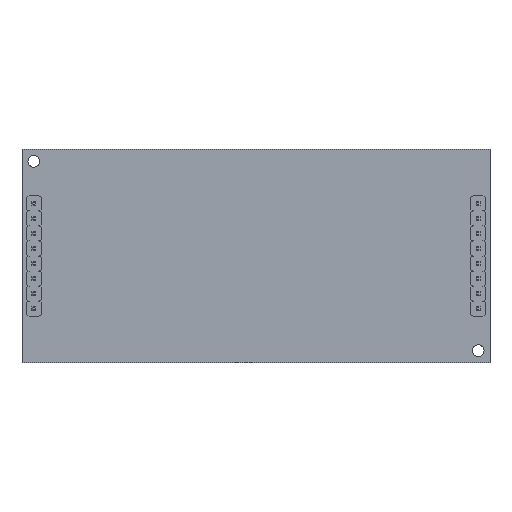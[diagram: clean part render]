
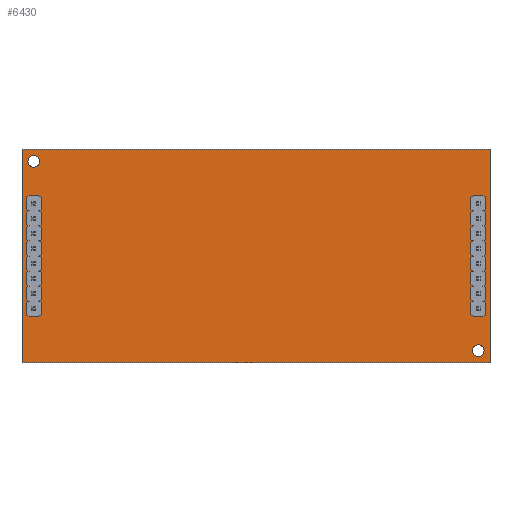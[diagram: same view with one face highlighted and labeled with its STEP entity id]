
A CAD part, front view. The second image highlights one B-rep face of the part: STEP entity #6430.
In plain terms, the highlighted planar face has unit normal (0, -1, 0).
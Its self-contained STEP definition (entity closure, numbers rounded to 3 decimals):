
#12=CIRCLE('',#6787,1.);
#14=CIRCLE('',#6790,1.);
#16=CIRCLE('',#6793,0.55);
#18=CIRCLE('',#6796,0.55);
#20=CIRCLE('',#6799,0.55);
#22=CIRCLE('',#6802,0.55);
#24=CIRCLE('',#6805,0.55);
#26=CIRCLE('',#6808,0.55);
#28=CIRCLE('',#6811,0.55);
#30=CIRCLE('',#6814,0.55);
#32=CIRCLE('',#6817,0.55);
#34=CIRCLE('',#6820,0.55);
#36=CIRCLE('',#6823,0.55);
#38=CIRCLE('',#6826,0.55);
#40=CIRCLE('',#6829,0.55);
#42=CIRCLE('',#6832,0.55);
#44=CIRCLE('',#6835,0.55);
#46=CIRCLE('',#6838,0.55);
#195=FACE_BOUND('',#866,.T.);
#196=FACE_BOUND('',#867,.T.);
#197=FACE_BOUND('',#868,.T.);
#198=FACE_BOUND('',#869,.T.);
#199=FACE_BOUND('',#870,.T.);
#200=FACE_BOUND('',#871,.T.);
#201=FACE_BOUND('',#872,.T.);
#202=FACE_BOUND('',#873,.T.);
#203=FACE_BOUND('',#874,.T.);
#204=FACE_BOUND('',#875,.T.);
#205=FACE_BOUND('',#876,.T.);
#206=FACE_BOUND('',#877,.T.);
#207=FACE_BOUND('',#878,.T.);
#208=FACE_BOUND('',#879,.T.);
#209=FACE_BOUND('',#880,.T.);
#210=FACE_BOUND('',#881,.T.);
#211=FACE_BOUND('',#882,.T.);
#212=FACE_BOUND('',#883,.T.);
#514=FACE_OUTER_BOUND('',#865,.T.);
#865=EDGE_LOOP('',(#5502,#5503,#5504,#5505));
#866=EDGE_LOOP('',(#5506));
#867=EDGE_LOOP('',(#5507));
#868=EDGE_LOOP('',(#5508));
#869=EDGE_LOOP('',(#5509));
#870=EDGE_LOOP('',(#5510));
#871=EDGE_LOOP('',(#5511));
#872=EDGE_LOOP('',(#5512));
#873=EDGE_LOOP('',(#5513));
#874=EDGE_LOOP('',(#5514));
#875=EDGE_LOOP('',(#5515));
#876=EDGE_LOOP('',(#5516));
#877=EDGE_LOOP('',(#5517));
#878=EDGE_LOOP('',(#5518));
#879=EDGE_LOOP('',(#5519));
#880=EDGE_LOOP('',(#5520));
#881=EDGE_LOOP('',(#5521));
#882=EDGE_LOOP('',(#5522));
#883=EDGE_LOOP('',(#5523));
#1660=LINE('',#10022,#2466);
#1664=LINE('',#10030,#2470);
#1667=LINE('',#10036,#2473);
#1670=LINE('',#10041,#2476);
#2466=VECTOR('',#8302,10.);
#2470=VECTOR('',#8308,10.);
#2473=VECTOR('',#8313,10.);
#2476=VECTOR('',#8318,10.);
#3003=VERTEX_POINT('',#9914);
#3005=VERTEX_POINT('',#9920);
#3007=VERTEX_POINT('',#9926);
#3009=VERTEX_POINT('',#9932);
#3011=VERTEX_POINT('',#9938);
#3013=VERTEX_POINT('',#9944);
#3015=VERTEX_POINT('',#9950);
#3017=VERTEX_POINT('',#9956);
#3019=VERTEX_POINT('',#9962);
#3021=VERTEX_POINT('',#9968);
#3023=VERTEX_POINT('',#9974);
#3025=VERTEX_POINT('',#9980);
#3027=VERTEX_POINT('',#9986);
#3029=VERTEX_POINT('',#9992);
#3031=VERTEX_POINT('',#9998);
#3033=VERTEX_POINT('',#10004);
#3035=VERTEX_POINT('',#10010);
#3037=VERTEX_POINT('',#10016);
#3038=VERTEX_POINT('',#10020);
#3039=VERTEX_POINT('',#10021);
#3042=VERTEX_POINT('',#10029);
#3044=VERTEX_POINT('',#10035);
#3812=EDGE_CURVE('',#3003,#3003,#12,.T.);
#3815=EDGE_CURVE('',#3005,#3005,#14,.T.);
#3818=EDGE_CURVE('',#3007,#3007,#16,.T.);
#3821=EDGE_CURVE('',#3009,#3009,#18,.T.);
#3824=EDGE_CURVE('',#3011,#3011,#20,.T.);
#3827=EDGE_CURVE('',#3013,#3013,#22,.T.);
#3830=EDGE_CURVE('',#3015,#3015,#24,.T.);
#3833=EDGE_CURVE('',#3017,#3017,#26,.T.);
#3836=EDGE_CURVE('',#3019,#3019,#28,.T.);
#3839=EDGE_CURVE('',#3021,#3021,#30,.T.);
#3842=EDGE_CURVE('',#3023,#3023,#32,.T.);
#3845=EDGE_CURVE('',#3025,#3025,#34,.T.);
#3848=EDGE_CURVE('',#3027,#3027,#36,.T.);
#3851=EDGE_CURVE('',#3029,#3029,#38,.T.);
#3854=EDGE_CURVE('',#3031,#3031,#40,.T.);
#3857=EDGE_CURVE('',#3033,#3033,#42,.T.);
#3860=EDGE_CURVE('',#3035,#3035,#44,.T.);
#3863=EDGE_CURVE('',#3037,#3037,#46,.T.);
#3864=EDGE_CURVE('',#3038,#3039,#1660,.T.);
#3868=EDGE_CURVE('',#3039,#3042,#1664,.T.);
#3871=EDGE_CURVE('',#3042,#3044,#1667,.T.);
#3874=EDGE_CURVE('',#3044,#3038,#1670,.T.);
#5502=ORIENTED_EDGE('',*,*,#3874,.T.);
#5503=ORIENTED_EDGE('',*,*,#3864,.T.);
#5504=ORIENTED_EDGE('',*,*,#3868,.T.);
#5505=ORIENTED_EDGE('',*,*,#3871,.T.);
#5506=ORIENTED_EDGE('',*,*,#3863,.F.);
#5507=ORIENTED_EDGE('',*,*,#3860,.F.);
#5508=ORIENTED_EDGE('',*,*,#3857,.F.);
#5509=ORIENTED_EDGE('',*,*,#3854,.F.);
#5510=ORIENTED_EDGE('',*,*,#3851,.F.);
#5511=ORIENTED_EDGE('',*,*,#3848,.F.);
#5512=ORIENTED_EDGE('',*,*,#3845,.F.);
#5513=ORIENTED_EDGE('',*,*,#3842,.F.);
#5514=ORIENTED_EDGE('',*,*,#3839,.F.);
#5515=ORIENTED_EDGE('',*,*,#3836,.F.);
#5516=ORIENTED_EDGE('',*,*,#3833,.F.);
#5517=ORIENTED_EDGE('',*,*,#3830,.F.);
#5518=ORIENTED_EDGE('',*,*,#3827,.F.);
#5519=ORIENTED_EDGE('',*,*,#3824,.F.);
#5520=ORIENTED_EDGE('',*,*,#3821,.F.);
#5521=ORIENTED_EDGE('',*,*,#3818,.F.);
#5522=ORIENTED_EDGE('',*,*,#3815,.F.);
#5523=ORIENTED_EDGE('',*,*,#3812,.F.);
#5861=PLANE('',#6844);
#6430=ADVANCED_FACE('',(#514,#195,#196,#197,#198,#199,#200,#201,#202,#203,
#204,#205,#206,#207,#208,#209,#210,#211,#212),#5861,.F.);
#6787=AXIS2_PLACEMENT_3D('',#9916,#8179,#8180);
#6790=AXIS2_PLACEMENT_3D('',#9922,#8186,#8187);
#6793=AXIS2_PLACEMENT_3D('',#9928,#8193,#8194);
#6796=AXIS2_PLACEMENT_3D('',#9934,#8200,#8201);
#6799=AXIS2_PLACEMENT_3D('',#9940,#8207,#8208);
#6802=AXIS2_PLACEMENT_3D('',#9946,#8214,#8215);
#6805=AXIS2_PLACEMENT_3D('',#9952,#8221,#8222);
#6808=AXIS2_PLACEMENT_3D('',#9958,#8228,#8229);
#6811=AXIS2_PLACEMENT_3D('',#9964,#8235,#8236);
#6814=AXIS2_PLACEMENT_3D('',#9970,#8242,#8243);
#6817=AXIS2_PLACEMENT_3D('',#9976,#8249,#8250);
#6820=AXIS2_PLACEMENT_3D('',#9982,#8256,#8257);
#6823=AXIS2_PLACEMENT_3D('',#9988,#8263,#8264);
#6826=AXIS2_PLACEMENT_3D('',#9994,#8270,#8271);
#6829=AXIS2_PLACEMENT_3D('',#10000,#8277,#8278);
#6832=AXIS2_PLACEMENT_3D('',#10006,#8284,#8285);
#6835=AXIS2_PLACEMENT_3D('',#10012,#8291,#8292);
#6838=AXIS2_PLACEMENT_3D('',#10018,#8298,#8299);
#6844=AXIS2_PLACEMENT_3D('',#10044,#8322,#8323);
#8179=DIRECTION('center_axis',(0.,-1.,0.));
#8180=DIRECTION('ref_axis',(1.,0.,0.));
#8186=DIRECTION('center_axis',(0.,-1.,0.));
#8187=DIRECTION('ref_axis',(1.,0.,0.));
#8193=DIRECTION('center_axis',(0.,-1.,0.));
#8194=DIRECTION('ref_axis',(1.,0.,0.));
#8200=DIRECTION('center_axis',(0.,-1.,0.));
#8201=DIRECTION('ref_axis',(1.,0.,0.));
#8207=DIRECTION('center_axis',(0.,-1.,0.));
#8208=DIRECTION('ref_axis',(1.,0.,0.));
#8214=DIRECTION('center_axis',(0.,-1.,0.));
#8215=DIRECTION('ref_axis',(1.,0.,0.));
#8221=DIRECTION('center_axis',(0.,-1.,0.));
#8222=DIRECTION('ref_axis',(1.,0.,0.));
#8228=DIRECTION('center_axis',(0.,-1.,0.));
#8229=DIRECTION('ref_axis',(1.,0.,0.));
#8235=DIRECTION('center_axis',(0.,-1.,0.));
#8236=DIRECTION('ref_axis',(1.,0.,0.));
#8242=DIRECTION('center_axis',(0.,-1.,0.));
#8243=DIRECTION('ref_axis',(1.,0.,0.));
#8249=DIRECTION('center_axis',(0.,-1.,0.));
#8250=DIRECTION('ref_axis',(1.,0.,0.));
#8256=DIRECTION('center_axis',(0.,-1.,0.));
#8257=DIRECTION('ref_axis',(1.,0.,0.));
#8263=DIRECTION('center_axis',(0.,-1.,0.));
#8264=DIRECTION('ref_axis',(1.,0.,0.));
#8270=DIRECTION('center_axis',(0.,-1.,0.));
#8271=DIRECTION('ref_axis',(1.,0.,0.));
#8277=DIRECTION('center_axis',(0.,-1.,0.));
#8278=DIRECTION('ref_axis',(1.,0.,0.));
#8284=DIRECTION('center_axis',(0.,-1.,0.));
#8285=DIRECTION('ref_axis',(1.,0.,0.));
#8291=DIRECTION('center_axis',(0.,-1.,0.));
#8292=DIRECTION('ref_axis',(1.,0.,0.));
#8298=DIRECTION('center_axis',(0.,-1.,0.));
#8299=DIRECTION('ref_axis',(1.,0.,0.));
#8302=DIRECTION('',(0.,0.,-1.));
#8308=DIRECTION('',(1.,0.,0.));
#8313=DIRECTION('',(0.,0.,1.));
#8318=DIRECTION('',(-1.,0.,0.));
#8322=DIRECTION('center_axis',(0.,1.,0.));
#8323=DIRECTION('ref_axis',(1.,0.,0.));
#9914=CARTESIAN_POINT('',(1.,0.,34.));
#9916=CARTESIAN_POINT('Origin',(2.,0.,34.));
#9920=CARTESIAN_POINT('',(76.,0.,2.));
#9922=CARTESIAN_POINT('Origin',(77.,0.,2.));
#9926=CARTESIAN_POINT('',(1.45,0.,26.89));
#9928=CARTESIAN_POINT('Origin',(2.,0.,26.89));
#9932=CARTESIAN_POINT('',(1.45,0.,24.35));
#9934=CARTESIAN_POINT('Origin',(2.,0.,24.35));
#9938=CARTESIAN_POINT('',(1.45,0.,21.81));
#9940=CARTESIAN_POINT('Origin',(2.,0.,21.81));
#9944=CARTESIAN_POINT('',(1.45,0.,19.27));
#9946=CARTESIAN_POINT('Origin',(2.,0.,19.27));
#9950=CARTESIAN_POINT('',(1.45,0.,16.73));
#9952=CARTESIAN_POINT('Origin',(2.,0.,16.73));
#9956=CARTESIAN_POINT('',(76.45,0.,21.81));
#9958=CARTESIAN_POINT('Origin',(77.,0.,21.81));
#9962=CARTESIAN_POINT('',(76.45,0.,24.35));
#9964=CARTESIAN_POINT('Origin',(77.,0.,24.35));
#9968=CARTESIAN_POINT('',(76.45,0.,26.89));
#9970=CARTESIAN_POINT('Origin',(77.,0.,26.89));
#9974=CARTESIAN_POINT('',(1.45,0.,9.11));
#9976=CARTESIAN_POINT('Origin',(2.,0.,9.11));
#9980=CARTESIAN_POINT('',(1.45,0.,11.65));
#9982=CARTESIAN_POINT('Origin',(2.,0.,11.65));
#9986=CARTESIAN_POINT('',(1.45,0.,14.19));
#9988=CARTESIAN_POINT('Origin',(2.,0.,14.19));
#9992=CARTESIAN_POINT('',(76.45,0.,9.11));
#9994=CARTESIAN_POINT('Origin',(77.,0.,9.11));
#9998=CARTESIAN_POINT('',(76.45,0.,11.65));
#10000=CARTESIAN_POINT('Origin',(77.,0.,11.65));
#10004=CARTESIAN_POINT('',(76.45,0.,16.73));
#10006=CARTESIAN_POINT('Origin',(77.,0.,16.73));
#10010=CARTESIAN_POINT('',(76.45,0.,19.27));
#10012=CARTESIAN_POINT('Origin',(77.,0.,19.27));
#10016=CARTESIAN_POINT('',(76.45,0.,14.19));
#10018=CARTESIAN_POINT('Origin',(77.,0.,14.19));
#10020=CARTESIAN_POINT('',(0.,0.,36.));
#10021=CARTESIAN_POINT('',(0.,0.,0.));
#10022=CARTESIAN_POINT('',(0.,0.,36.));
#10029=CARTESIAN_POINT('',(79.,0.,0.));
#10030=CARTESIAN_POINT('',(0.,0.,0.));
#10035=CARTESIAN_POINT('',(79.,0.,36.));
#10036=CARTESIAN_POINT('',(79.,0.,0.));
#10041=CARTESIAN_POINT('',(79.,0.,36.));
#10044=CARTESIAN_POINT('Origin',(39.5,0.,18.));
